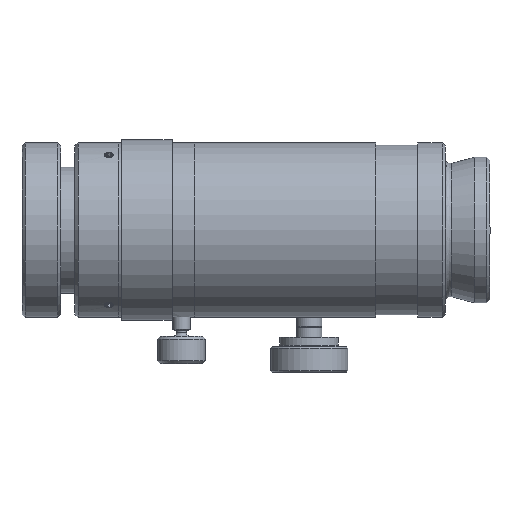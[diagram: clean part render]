
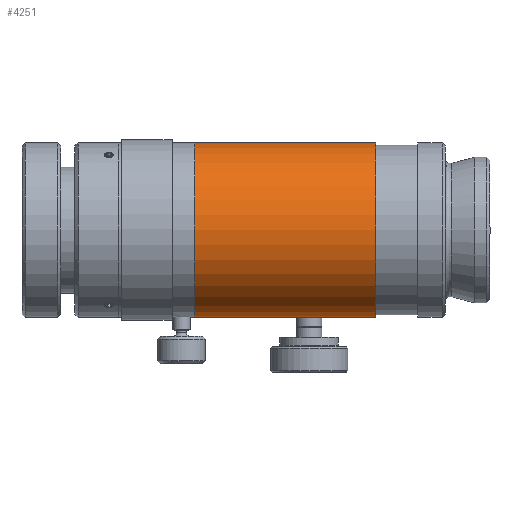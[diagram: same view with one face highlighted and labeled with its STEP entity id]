
A CAD part, front view. The second image highlights one B-rep face of the part: STEP entity #4251.
In plain terms, the highlighted cylindrical face has radius 14.287 mm (diameter 28.575 mm), a full revolution.
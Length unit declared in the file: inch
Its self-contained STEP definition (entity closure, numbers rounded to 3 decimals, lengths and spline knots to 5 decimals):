
#3297=CARTESIAN_POINT('',(1.037,0.5625,0.));
#3298=VERTEX_POINT('',#3297);
#3299=CARTESIAN_POINT('',(1.691,0.5625,0.));
#3300=VERTEX_POINT('',#3299);
#3301=CARTESIAN_POINT('',(1.037,0.5625,0.));
#3302=CARTESIAN_POINT('',(1.037,0.5625,-0.04214));
#3303=CARTESIAN_POINT('',(1.04563,0.55735,-0.08642));
#3304=CARTESIAN_POINT('',(1.07935,0.5388,-0.16674));
#3305=CARTESIAN_POINT('',(1.10438,0.52558,-0.20283));
#3306=CARTESIAN_POINT('',(1.16133,0.4999,-0.25977));
#3307=CARTESIAN_POINT('',(1.19738,0.48554,-0.2847));
#3308=CARTESIAN_POINT('',(1.27746,0.4642,-0.31832));
#3309=CARTESIAN_POINT('',(1.32162,0.45769,-0.327));
#3310=CARTESIAN_POINT('',(1.40638,0.45769,-0.327));
#3311=CARTESIAN_POINT('',(1.45054,0.4642,-0.31832));
#3312=CARTESIAN_POINT('',(1.53062,0.48554,-0.2847));
#3313=CARTESIAN_POINT('',(1.56667,0.4999,-0.25977));
#3314=CARTESIAN_POINT('',(1.62362,0.52558,-0.20283));
#3315=CARTESIAN_POINT('',(1.64865,0.5388,-0.16674));
#3316=CARTESIAN_POINT('',(1.68237,0.55735,-0.08642));
#3317=CARTESIAN_POINT('',(1.691,0.5625,-0.04214));
#3318=CARTESIAN_POINT('',(1.691,0.5625,0.));
#3319=B_SPLINE_CURVE_WITH_KNOTS('',3,(#3301,#3302,#3303,#3304,#3305,#3306,#3307,#3308,#3309,#3310,#3311,#3312,#3313,#3314,#3315,#3316,#3317,#3318),.UNSPECIFIED.,.F.,.U.,(4,2,2,2,2,2,2,2,4),(1.28809,1.60922,1.93036,2.25327,2.57619,2.8991,3.22202,3.54315,3.86428),.UNSPECIFIED.);
#3320=EDGE_CURVE('',#3298,#3300,#3319,.T.);
#3322=CARTESIAN_POINT('',(1.691,0.5625,0.));
#3323=CARTESIAN_POINT('',(1.691,0.5625,0.04214));
#3324=CARTESIAN_POINT('',(1.68237,0.55735,0.08642));
#3325=CARTESIAN_POINT('',(1.64865,0.5388,0.16674));
#3326=CARTESIAN_POINT('',(1.62362,0.52558,0.20283));
#3327=CARTESIAN_POINT('',(1.56667,0.4999,0.25977));
#3328=CARTESIAN_POINT('',(1.53062,0.48554,0.2847));
#3329=CARTESIAN_POINT('',(1.45054,0.4642,0.31832));
#3330=CARTESIAN_POINT('',(1.40638,0.45769,0.327));
#3331=CARTESIAN_POINT('',(1.364,0.45769,0.327));
#3332=CARTESIAN_POINT('',(1.32162,0.45769,0.327));
#3333=CARTESIAN_POINT('',(1.27746,0.4642,0.31832));
#3334=CARTESIAN_POINT('',(1.19738,0.48554,0.2847));
#3335=CARTESIAN_POINT('',(1.16133,0.4999,0.25977));
#3336=CARTESIAN_POINT('',(1.10438,0.52558,0.20283));
#3337=CARTESIAN_POINT('',(1.07935,0.5388,0.16674));
#3338=CARTESIAN_POINT('',(1.04563,0.55735,0.08642));
#3339=CARTESIAN_POINT('',(1.037,0.5625,0.04214));
#3340=CARTESIAN_POINT('',(1.037,0.5625,0.));
#3341=B_SPLINE_CURVE_WITH_KNOTS('',3,(#3322,#3323,#3324,#3325,#3326,#3327,#3328,#3329,#3330,#3331,#3332,#3333,#3334,#3335,#3336,#3337,#3338,#3339,#3340),.UNSPECIFIED.,.F.,.U.,(4,2,2,2,3,2,2,2,4),(3.86428,4.18541,4.50654,4.82946,5.15238,5.47529,5.79821,6.11934,6.44047),.UNSPECIFIED.);
#3342=EDGE_CURVE('',#3300,#3298,#3341,.T.);
#4213=CARTESIAN_POINT('',(0.625,0.5625,0.0));
#4214=VERTEX_POINT('',#4213);
#4215=CARTESIAN_POINT('',(0.625,0.0,0.0));
#4216=DIRECTION('',(1.0,0.0,0.0));
#4217=DIRECTION('',(0.0,1.0,0.0));
#4218=AXIS2_PLACEMENT_3D('',#4215,#4216,#4217);
#4219=CIRCLE('',#4218,0.5625);
#4220=EDGE_CURVE('',#4214,#4214,#4219,.T.);
#4228=CARTESIAN_POINT('',(1.2085,0.0,0.0));
#4229=DIRECTION('',(1.0,0.0,0.0));
#4230=DIRECTION('',(0.0,1.0,0.0));
#4231=AXIS2_PLACEMENT_3D('',#4228,#4229,#4230);
#4232=CYLINDRICAL_SURFACE('',#4231,0.5625);
#4233=CARTESIAN_POINT('',(1.792,0.5625,0.0));
#4234=VERTEX_POINT('',#4233);
#4235=CARTESIAN_POINT('',(1.792,0.0,0.0));
#4236=DIRECTION('',(1.0,0.0,0.0));
#4237=DIRECTION('',(0.0,1.0,0.0));
#4238=AXIS2_PLACEMENT_3D('',#4235,#4236,#4237);
#4239=CIRCLE('',#4238,0.5625);
#4240=EDGE_CURVE('',#4234,#4234,#4239,.T.);
#4241=ORIENTED_EDGE('',*,*,#4240,.F.);
#4242=EDGE_LOOP('',(#4241));
#4243=FACE_OUTER_BOUND('',#4242,.T.);
#4244=ORIENTED_EDGE('',*,*,#3320,.T.);
#4245=ORIENTED_EDGE('',*,*,#3342,.T.);
#4246=EDGE_LOOP('',(#4244,#4245));
#4247=FACE_BOUND('',#4246,.T.);
#4248=ORIENTED_EDGE('',*,*,#4220,.T.);
#4249=EDGE_LOOP('',(#4248));
#4250=FACE_BOUND('',#4249,.T.);
#4251=ADVANCED_FACE('',(#4243,#4247,#4250),#4232,.T.);
